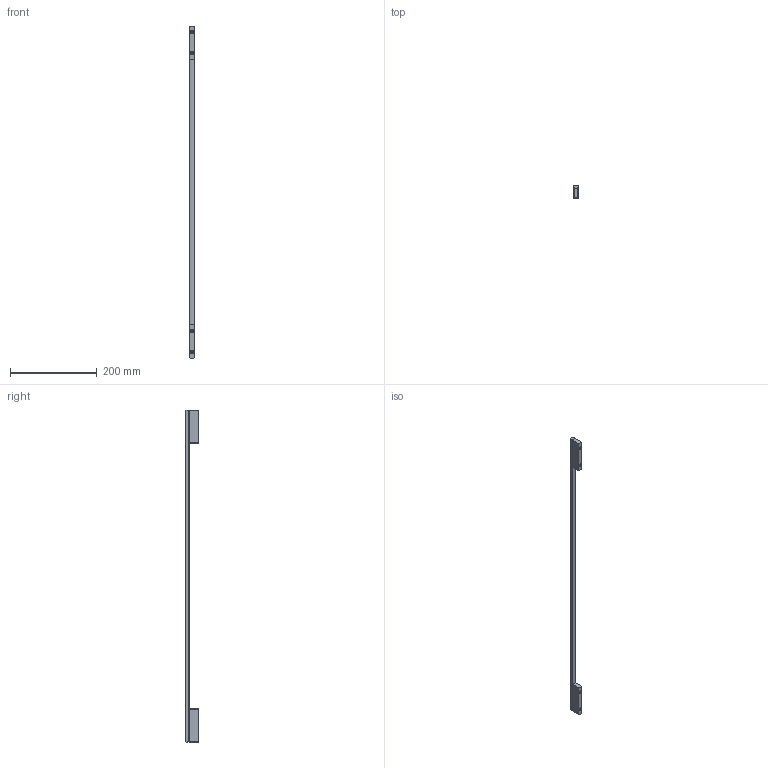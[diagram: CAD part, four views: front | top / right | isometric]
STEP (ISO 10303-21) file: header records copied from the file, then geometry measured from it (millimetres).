
FILE_DESCRIPTION(('Creo Elements/Direct Modeling STEP Export'),'2;1');
FILE_NAME('2110-764.stp','2021-06-29T12:52:02',(''),(''),'Creo Elements/Direct Modeling STEP processor for AP214 (Solid Model)','Creo Elements/Direct Modeling 20.0 12-Nov-2016 (C) Parametric Technology GmbH','');
FILE_SCHEMA(('AUTOMOTIVE_DESIGN { 1 0 10303 214 1 1 1 1 }'));
Length unit declared in the file: millimetre
Products named in the file (8): Stange; Sockel2; Schraube3; Sockel2.1; Schraube3.1; Schraube3.1.1; Schraube3.1.1.1; 2110-908.1
Assembly tree (7 placements, depth 2):
  2110-908.1
    Schraube3.1.1.1
    Schraube3.1.1
    Schraube3.1
    Sockel2.1
    Schraube3
    Sockel2
    Stange
Bounding box: 10 x 28.89 x 764 mm (x, y, z)
Volume: 90737 mm3; surface area: 40526.2 mm2
Topology: 7 solids, 7 shells, 196 faces, 478 edges, 300 vertices
Faces by surface type: cylinder 79, plane 77, cone 40
Entity records: 8779 total; most frequent: CARTESIAN_POINT 4020, ORIENTED_EDGE 924, DIRECTION 868, EDGE_CURVE 462, AXIS2_PLACEMENT_3D 324, VERTEX_POINT 300, EDGE_LOOP 224, VECTOR 220
